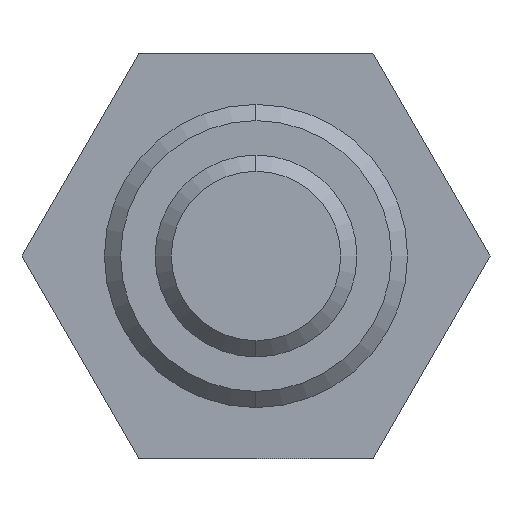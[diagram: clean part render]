
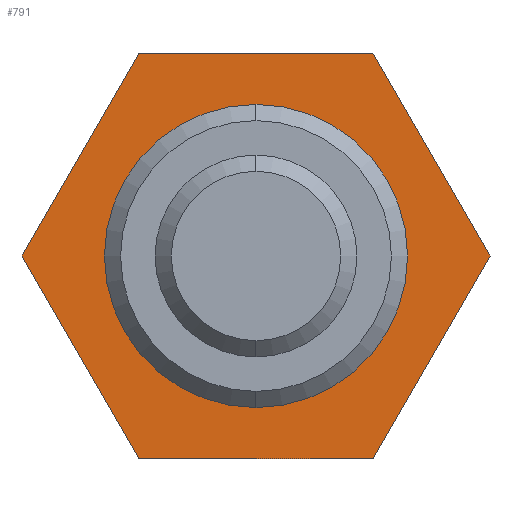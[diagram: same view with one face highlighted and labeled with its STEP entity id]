
A CAD part, front view. The second image highlights one B-rep face of the part: STEP entity #791.
In plain terms, the highlighted planar face has unit normal (0, -1, 0).
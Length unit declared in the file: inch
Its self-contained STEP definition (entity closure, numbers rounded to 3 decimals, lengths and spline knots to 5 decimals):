
#6 = LINE ( 'NONE', #952, #501 ) ;
#9 = CARTESIAN_POINT ( 'NONE',  ( -1.36382, -1., -0.40626 ) ) ;
#19 = DIRECTION ( 'NONE',  ( -0.5, 0., -0.866 ) ) ;
#68 = FACE_OUTER_BOUND ( 'NONE', #361, .T. ) ;
#73 = EDGE_CURVE ( 'NONE', #349, #190, #393, .T. ) ;
#74 = CARTESIAN_POINT ( 'NONE',  ( -1.65249, -1., -0.40626 ) ) ;
#93 = VECTOR ( 'NONE', #182, 39.37008 ) ;
#95 = VERTEX_POINT ( 'NONE', #172 ) ;
#98 = ORIENTED_EDGE ( 'NONE', *, *, #389, .F. ) ;
#129 = EDGE_CURVE ( 'NONE', #234, #95, #908, .T. ) ;
#154 = ORIENTED_EDGE ( 'NONE', *, *, #514, .T. ) ;
#164 = VERTEX_POINT ( 'NONE', #927 ) ;
#165 = AXIS2_PLACEMENT_3D ( 'NONE', #520, #516, #221 ) ;
#172 = CARTESIAN_POINT ( 'NONE',  ( -1.79683, -1., -0.65626 ) ) ;
#182 = DIRECTION ( 'NONE',  ( -0.5, 0., 0.866 ) ) ;
#190 = VERTEX_POINT ( 'NONE', #626 ) ;
#198 = ORIENTED_EDGE ( 'NONE', *, *, #698, .F. ) ;
#221 = DIRECTION ( 'NONE',  ( 1., 0., 0. ) ) ;
#225 = EDGE_CURVE ( 'NONE', #616, #234, #526, .T. ) ;
#234 = VERTEX_POINT ( 'NONE', #721 ) ;
#244 = VECTOR ( 'NONE', #830, 39.37008 ) ;
#265 = EDGE_LOOP ( 'NONE', ( #340, #154 ) ) ;
#273 = CARTESIAN_POINT ( 'NONE',  ( -1.50815, -1., -0.65626 ) ) ;
#282 = AXIS2_PLACEMENT_3D ( 'NONE', #273, #654, #511 ) ;
#284 = VECTOR ( 'NONE', #570, 39.37008 ) ;
#285 = LINE ( 'NONE', #9, #244 ) ;
#298 = CIRCLE ( 'NONE', #282, 0.187 ) ;
#316 = ORIENTED_EDGE ( 'NONE', *, *, #129, .F. ) ;
#321 = AXIS2_PLACEMENT_3D ( 'NONE', #523, #611, #521 ) ;
#340 = ORIENTED_EDGE ( 'NONE', *, *, #411, .T. ) ;
#349 = VERTEX_POINT ( 'NONE', #74 ) ;
#351 = VERTEX_POINT ( 'NONE', #355 ) ;
#355 = CARTESIAN_POINT ( 'NONE',  ( -1.50815, -1., -0.84326 ) ) ;
#361 = EDGE_LOOP ( 'NONE', ( #98, #316, #827, #198, #649, #506 ) ) ;
#375 = PLANE ( 'NONE',  #321 ) ;
#389 = EDGE_CURVE ( 'NONE', #95, #349, #6, .T. ) ;
#393 = LINE ( 'NONE', #703, #574 ) ;
#405 = VECTOR ( 'NONE', #19, 39.37008 ) ;
#411 = EDGE_CURVE ( 'NONE', #717, #351, #298, .T. ) ;
#501 = VECTOR ( 'NONE', #802, 39.37008 ) ;
#506 = ORIENTED_EDGE ( 'NONE', *, *, #73, .F. ) ;
#511 = DIRECTION ( 'NONE',  ( 1., 0., 0. ) ) ;
#514 = EDGE_CURVE ( 'NONE', #351, #717, #667, .T. ) ;
#516 = DIRECTION ( 'NONE',  ( 0., 1., 0. ) ) ;
#520 = CARTESIAN_POINT ( 'NONE',  ( -1.50815, -1., -0.65626 ) ) ;
#521 = DIRECTION ( 'NONE',  ( 0., 0., 1. ) ) ;
#523 = CARTESIAN_POINT ( 'NONE',  ( -1.50815, -1., -0.15626 ) ) ;
#526 = LINE ( 'NONE', #719, #284 ) ;
#553 = FACE_BOUND ( 'NONE', #265, .T. ) ;
#570 = DIRECTION ( 'NONE',  ( -1., 0., 0. ) ) ;
#574 = VECTOR ( 'NONE', #857, 39.37008 ) ;
#611 = DIRECTION ( 'NONE',  ( 0., 1., 0. ) ) ;
#616 = VERTEX_POINT ( 'NONE', #691 ) ;
#626 = CARTESIAN_POINT ( 'NONE',  ( -1.36382, -1., -0.40626 ) ) ;
#649 = ORIENTED_EDGE ( 'NONE', *, *, #803, .F. ) ;
#654 = DIRECTION ( 'NONE',  ( 0., 1., 0. ) ) ;
#667 = CIRCLE ( 'NONE', #165, 0.187 ) ;
#691 = CARTESIAN_POINT ( 'NONE',  ( -1.36382, -1., -0.90626 ) ) ;
#696 = CARTESIAN_POINT ( 'NONE',  ( -1.65249, -1., -0.90626 ) ) ;
#698 = EDGE_CURVE ( 'NONE', #164, #616, #732, .T. ) ;
#703 = CARTESIAN_POINT ( 'NONE',  ( -1.65249, -1., -0.40626 ) ) ;
#717 = VERTEX_POINT ( 'NONE', #917 ) ;
#719 = CARTESIAN_POINT ( 'NONE',  ( -1.36382, -1., -0.90626 ) ) ;
#721 = CARTESIAN_POINT ( 'NONE',  ( -1.65249, -1., -0.90626 ) ) ;
#732 = LINE ( 'NONE', #839, #405 ) ;
#791 = ADVANCED_FACE ( 'NONE', ( #553, #68 ), #375, .F. ) ;
#802 = DIRECTION ( 'NONE',  ( 0.5, 0., 0.866 ) ) ;
#803 = EDGE_CURVE ( 'NONE', #190, #164, #285, .T. ) ;
#827 = ORIENTED_EDGE ( 'NONE', *, *, #225, .F. ) ;
#830 = DIRECTION ( 'NONE',  ( 0.5, 0., -0.866 ) ) ;
#839 = CARTESIAN_POINT ( 'NONE',  ( -1.21948, -1., -0.65626 ) ) ;
#857 = DIRECTION ( 'NONE',  ( 1., 0., 0. ) ) ;
#908 = LINE ( 'NONE', #696, #93 ) ;
#917 = CARTESIAN_POINT ( 'NONE',  ( -1.50815, -1., -0.46926 ) ) ;
#927 = CARTESIAN_POINT ( 'NONE',  ( -1.21948, -1., -0.65626 ) ) ;
#952 = CARTESIAN_POINT ( 'NONE',  ( -1.79683, -1., -0.65626 ) ) ;
